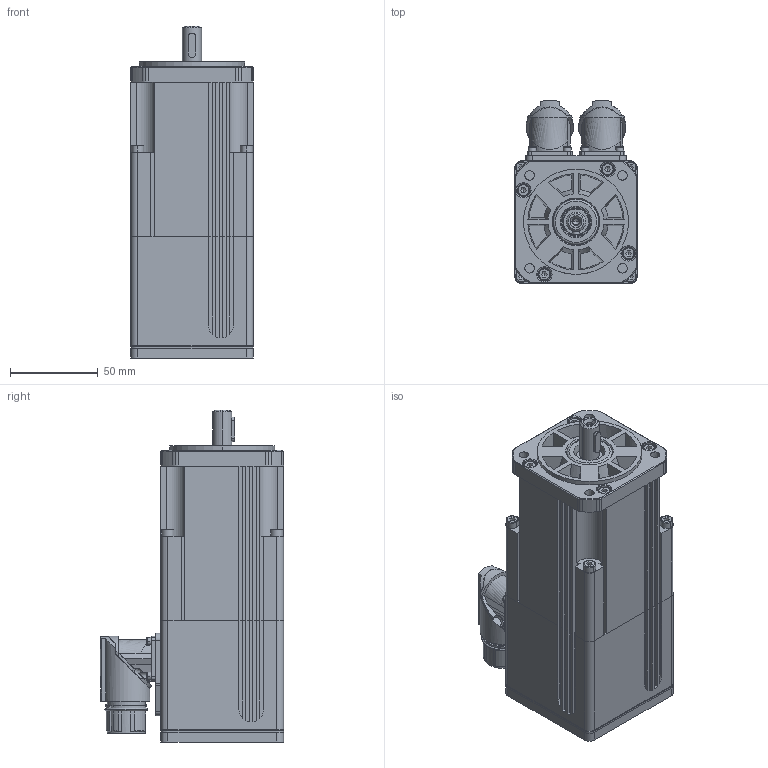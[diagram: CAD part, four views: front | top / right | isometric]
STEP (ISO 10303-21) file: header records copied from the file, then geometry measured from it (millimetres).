
FILE_DESCRIPTION((''),'2;1');
FILE_NAME('BL-073 + Fre.stp','2012-08-29T10:13:22',('arodrigo'),(''),'Autodesk Inventor 9','Autodesk Inventor 9','');
FILE_SCHEMA(('AUTOMOTIVE_DESIGN { 1 0 10303 214 1 1 1 1 }'));
Length unit declared in the file: millimetre
Products named in the file (1): Pieza1
Bounding box: 70 x 104.53 x 189.5 mm (x, y, z)
Volume: 832355.2 mm3; surface area: 91445.5 mm2
Topology: 1 solids, 11 shells, 1474 faces, 3914 edges, 2397 vertices
Faces by surface type: plane 590, cylinder 401, bspline 233, cone 124, torus 80, sphere 46
Entity records: 48930 total; most frequent: CARTESIAN_POINT 13375, ORIENTED_EDGE 7528, DIRECTION 7454, EDGE_CURVE 3764, AXIS2_PLACEMENT_3D 2840, VERTEX_POINT 2397, VECTOR 1774, LINE 1774
